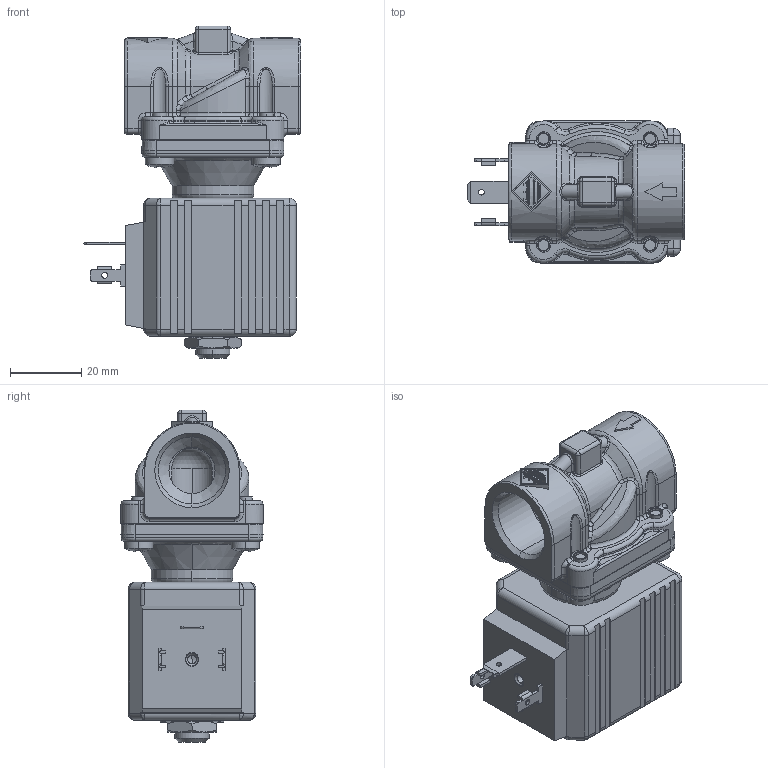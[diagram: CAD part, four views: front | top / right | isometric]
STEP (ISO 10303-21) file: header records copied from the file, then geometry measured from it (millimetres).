
FILE_DESCRIPTION((''),'2;1');
FILE_NAME('21H8KB120_UDA_ASM','2015-06-03T',('manzoniste'),('O.D.E.'),'PRO/ENGINEER BY PARAMETRIC TECHNOLOGY CORPORATION, 2011410','PRO/ENGINEER BY PARAMETRIC TECHNOLOGY CORPORATION, 2011410','');
FILE_SCHEMA(('CONFIG_CONTROL_DESIGN','SHAPE_APPEARANCE_LAYERS_GROUPS'));
Products named in the file (1): 21H8KB120_UDA_ASM
Bounding box: 61.25 x 40 x 93.5 mm (x, y, z)
Volume: 46395.6 mm3; surface area: 54060.2 mm2
Topology: 1 solids, 10 shells, 1455 faces, 3896 edges, 2410 vertices
Faces by surface type: plane 706, cylinder 377, torus 121, cone 108, bspline 90, sphere 53
Entity records: 60042 total; most frequent: CARTESIAN_POINT 13939, ORIENTED_EDGE 7660, DIRECTION 7506, EDGE_CURVE 3850, AXIS2_PLACEMENT_3D 2690, VERTEX_POINT 2410, VECTOR 2126, LINE 2126
